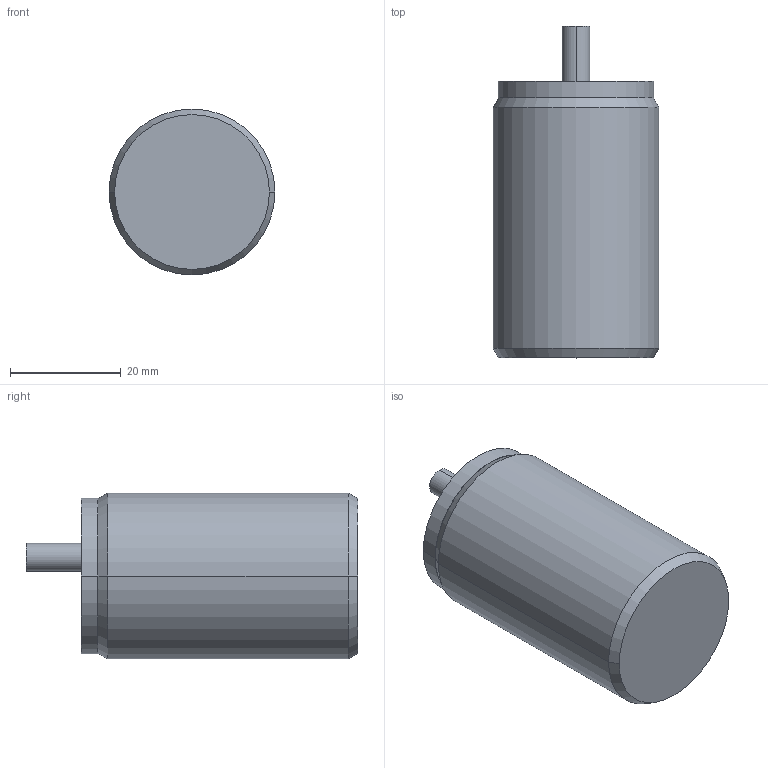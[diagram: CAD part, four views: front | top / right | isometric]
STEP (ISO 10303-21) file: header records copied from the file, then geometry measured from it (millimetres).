
FILE_DESCRIPTION((''),'2;1');
FILE_NAME('DM_CAD-0164A','2017-07-03T',('creinig-se'),(''),'PRO/ENGINEER BY PARAMETRIC TECHNOLOGY CORPORATION, 2015440','PRO/ENGINEER BY PARAMETRIC TECHNOLOGY CORPORATION, 2015440','');
FILE_SCHEMA(('CONFIG_CONTROL_DESIGN'));
Length unit declared in the file: millimetre
Products named in the file (1): DM_CAD-0164A
Bounding box: 30 x 60 x 30 mm (x, y, z)
Volume: 35132.8 mm3; surface area: 6139.6 mm2
Topology: 1 solids, 1 shells, 14 faces, 79 edges, 74 vertices
Faces by surface type: cylinder 6, plane 4, cone 4
Entity records: 1161 total; most frequent: DIRECTION 141, CARTESIAN_POINT 110, PRESENTATION_STYLE_ASSIGNMENT 96, STYLED_ITEM 93, CURVE_STYLE 86, COLOUR_RGB 70, TRIMMED_CURVE 53, ORIENTED_EDGE 52
